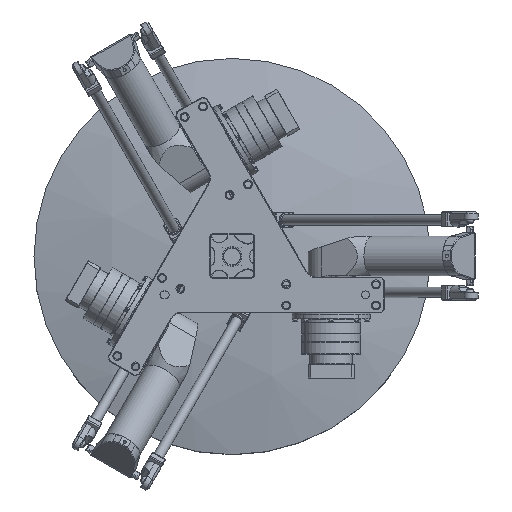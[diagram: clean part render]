
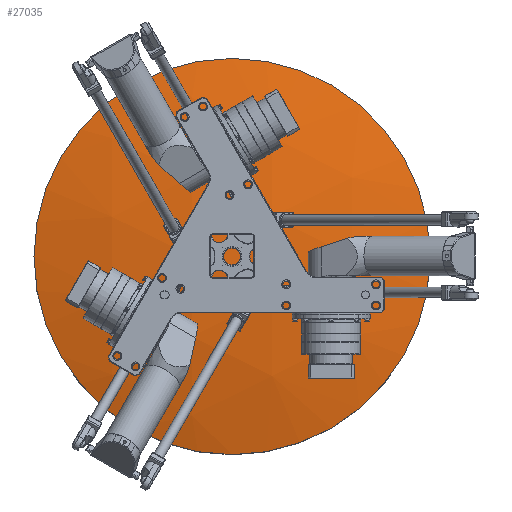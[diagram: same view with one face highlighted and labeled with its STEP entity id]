
A CAD part, top view. The second image highlights one B-rep face of the part: STEP entity #27035.
In plain terms, the highlighted spherical face has radius 1145 mm.
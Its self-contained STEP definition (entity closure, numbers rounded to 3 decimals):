
#27=SPHERICAL_SURFACE('',#29936,1145.);
#4358=FACE_OUTER_BOUND('',#6129,.T.);
#6129=EDGE_LOOP('',(#25285));
#11972=CIRCLE('',#29937,300.);
#14300=VERTEX_POINT('',#53287);
#17962=EDGE_CURVE('',#14300,#14300,#11972,.T.);
#25285=ORIENTED_EDGE('',*,*,#17962,.T.);
#27035=ADVANCED_FACE('',(#4358),#27,.T.);
#29936=AXIS2_PLACEMENT_3D('',#53286,#37622,#37623);
#29937=AXIS2_PLACEMENT_3D('',#53288,#37624,#37625);
#37622=DIRECTION('center_axis',(0.,0.,1.));
#37623=DIRECTION('ref_axis',(1.,0.,0.));
#37624=DIRECTION('center_axis',(0.,1.,0.));
#37625=DIRECTION('ref_axis',(-1.,0.,0.));
#53286=CARTESIAN_POINT('Origin',(0.,-855.,0.));
#53287=CARTESIAN_POINT('',(300.,250.,0.));
#53288=CARTESIAN_POINT('Origin',(0.,250.,0.));
